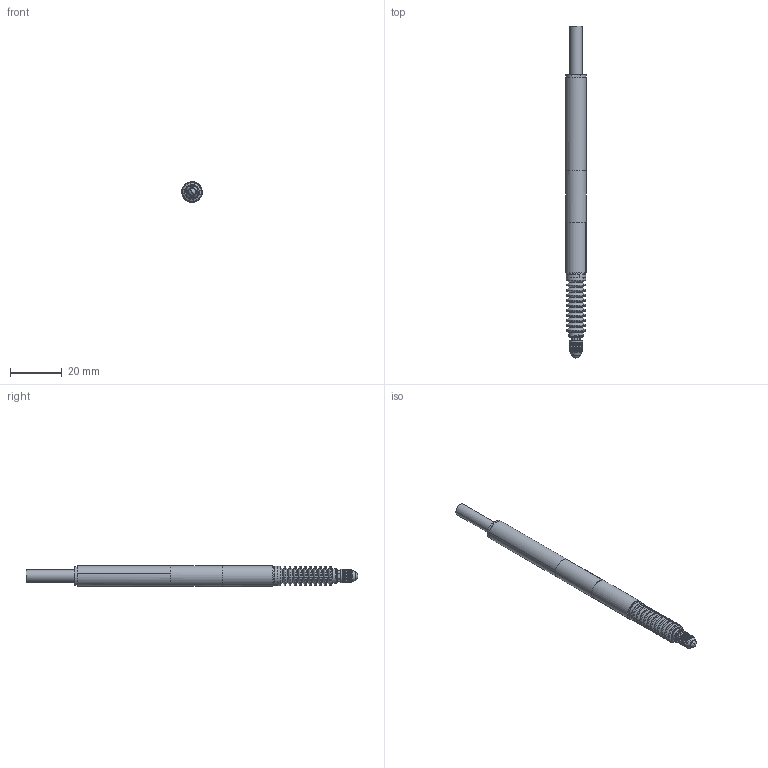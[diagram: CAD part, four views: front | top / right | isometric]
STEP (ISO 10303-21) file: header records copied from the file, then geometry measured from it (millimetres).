
FILE_DESCRIPTION(('CATIA V5 STEP'),'2;1');
FILE_NAME('812SR.stp','2017-08-29T01:20:31+00:00',('none'),('none'),'CATIA Version 5 Release 19 SP 6 (IN-10)','CATIA V5 STEP AP214','none');
FILE_SCHEMA(('AUTOMOTIVE_DESIGN { 1 0 10303 214 1 1 1 1 }'));
Length unit declared in the file: millimetre
Products named in the file (1): 812SR
Bounding box: 8 x 128.5 x 8 mm (x, y, z)
Volume: 5074.2 mm3; surface area: 3293.2 mm2
Topology: 1 solids, 1 shells, 345 faces, 853 edges, 519 vertices
Faces by surface type: cylinder 116, torus 96, plane 71, cone 60, sphere 2
Entity records: 10333 total; most frequent: CARTESIAN_POINT 2878, ORIENTED_EDGE 1702, DIRECTION 1221, EDGE_CURVE 851, AXIS2_PLACEMENT_3D 655, VERTEX_POINT 519, EDGE_LOOP 358, ADVANCED_FACE 345
